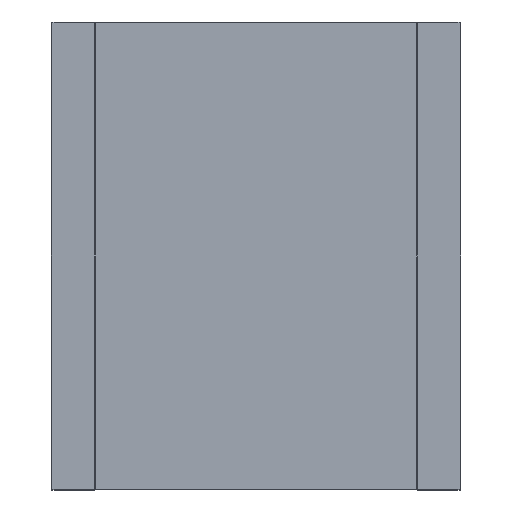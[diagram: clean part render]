
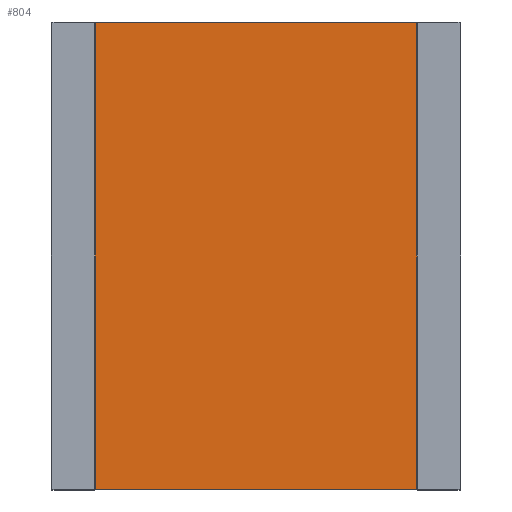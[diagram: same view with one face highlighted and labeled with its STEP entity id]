
A CAD part, front view. The second image highlights one B-rep face of the part: STEP entity #804.
In plain terms, the highlighted planar face has unit normal (0, -1, 0).
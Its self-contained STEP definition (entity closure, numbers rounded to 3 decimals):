
#155 = LINE ( 'NONE', #1980, #953 ) ;
#219 = DIRECTION ( 'NONE',  ( -1., 0., 0. ) ) ;
#223 = CARTESIAN_POINT ( 'NONE',  ( -5., 0.01, 6.39 ) ) ;
#235 = VERTEX_POINT ( 'NONE', #455 ) ;
#277 = VERTEX_POINT ( 'NONE', #223 ) ;
#455 = CARTESIAN_POINT ( 'NONE',  ( -0.6, 0.01, 6.39 ) ) ;
#478 = LINE ( 'NONE', #1064, #1649 ) ;
#609 = DIRECTION ( 'NONE',  ( 1., 0., 0. ) ) ;
#641 = CARTESIAN_POINT ( 'NONE',  ( -5., 0.01, 6.39 ) ) ;
#703 = ORIENTED_EDGE ( 'NONE', *, *, #1066, .T. ) ;
#789 = LINE ( 'NONE', #836, #1944 ) ;
#804 = ADVANCED_FACE ( 'NONE', ( #1107 ), #1005, .F. ) ;
#817 = ORIENTED_EDGE ( 'NONE', *, *, #1261, .T. ) ;
#836 = CARTESIAN_POINT ( 'NONE',  ( -0.6, 0.01, 6.4 ) ) ;
#837 = LINE ( 'NONE', #641, #1636 ) ;
#953 = VECTOR ( 'NONE', #1065, 1000. ) ;
#980 = ORIENTED_EDGE ( 'NONE', *, *, #1869, .F. ) ;
#1005 = PLANE ( 'NONE',  #1714 ) ;
#1008 = VERTEX_POINT ( 'NONE', #1216 ) ;
#1064 = CARTESIAN_POINT ( 'NONE',  ( -5., 0.01, 0.01 ) ) ;
#1065 = DIRECTION ( 'NONE',  ( 0., 0., -1. ) ) ;
#1066 = EDGE_CURVE ( 'NONE', #1594, #1008, #478, .T. ) ;
#1107 = FACE_OUTER_BOUND ( 'NONE', #1324, .T. ) ;
#1119 = DIRECTION ( 'NONE',  ( 0., 0., -1. ) ) ;
#1141 = CARTESIAN_POINT ( 'NONE',  ( -5., 0.01, 6.4 ) ) ;
#1153 = DIRECTION ( 'NONE',  ( 0., 1., 0. ) ) ;
#1158 = EDGE_CURVE ( 'NONE', #277, #1594, #155, .T. ) ;
#1216 = CARTESIAN_POINT ( 'NONE',  ( -0.6, 0.01, 0.01 ) ) ;
#1261 = EDGE_CURVE ( 'NONE', #235, #277, #837, .T. ) ;
#1324 = EDGE_LOOP ( 'NONE', ( #980, #817, #1871, #703 ) ) ;
#1474 = CARTESIAN_POINT ( 'NONE',  ( -5., 0.01, 0.01 ) ) ;
#1594 = VERTEX_POINT ( 'NONE', #1474 ) ;
#1636 = VECTOR ( 'NONE', #1694, 1000. ) ;
#1649 = VECTOR ( 'NONE', #609, 1000. ) ;
#1694 = DIRECTION ( 'NONE',  ( -1., 0., 0. ) ) ;
#1714 = AXIS2_PLACEMENT_3D ( 'NONE', #1141, #1153, #219 ) ;
#1869 = EDGE_CURVE ( 'NONE', #235, #1008, #789, .T. ) ;
#1871 = ORIENTED_EDGE ( 'NONE', *, *, #1158, .T. ) ;
#1944 = VECTOR ( 'NONE', #1119, 1000. ) ;
#1980 = CARTESIAN_POINT ( 'NONE',  ( -5., 0.01, 6.4 ) ) ;
